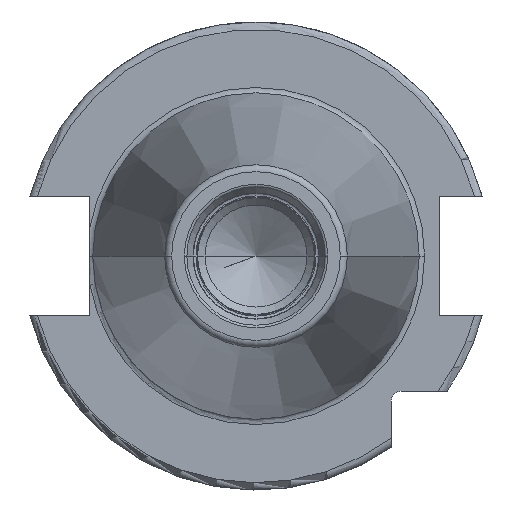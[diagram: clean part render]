
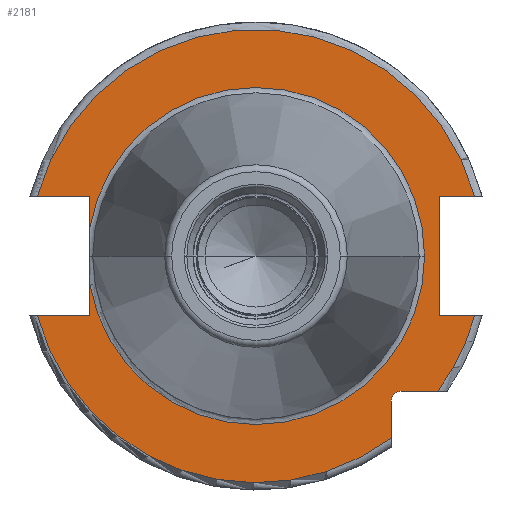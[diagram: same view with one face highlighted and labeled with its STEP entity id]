
A CAD part, left-side view. The second image highlights one B-rep face of the part: STEP entity #2181.
In plain terms, the highlighted planar face has unit normal (-1, 0, 0).
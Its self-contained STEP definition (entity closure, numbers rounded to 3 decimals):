
#117=CARTESIAN_POINT('',(3.2,0.,0.));
#118=DIRECTION('',(-1.,0.,0.));
#119=DIRECTION('',(0.,0.986,-0.168));
#120=AXIS2_PLACEMENT_3D('',#117,#118,#119);
#470=DIRECTION('',(0.,-1.,0.));
#471=VECTOR('',#470,4.99);
#472=CARTESIAN_POINT('',(3.2,-19.7,-18.35));
#473=LINE('',#472,#471);
#474=DIRECTION('',(0.,0.,1.));
#475=VECTOR('',#474,4.99);
#476=CARTESIAN_POINT('',(3.2,-18.35,-24.69));
#477=LINE('',#476,#475);
#478=CARTESIAN_POINT('',(3.2,0.,0.));
#479=DIRECTION('',(-1.,0.,0.));
#480=DIRECTION('',(0.,0.965,-0.263));
#481=AXIS2_PLACEMENT_3D('',#478,#479,#480);
#483=DIRECTION('',(0.,-1.,0.));
#484=VECTOR('',#483,7.127);
#485=CARTESIAN_POINT('',(3.2,29.677,-8.1));
#486=LINE('',#485,#484);
#487=DIRECTION('',(0.,0.,-1.));
#488=VECTOR('',#487,4.258);
#489=CARTESIAN_POINT('',(3.2,22.55,-3.842));
#490=LINE('',#489,#488);
#491=DIRECTION('',(0.,0.,-1.));
#492=VECTOR('',#491,4.258);
#493=CARTESIAN_POINT('',(3.2,22.55,8.1));
#494=LINE('',#493,#492);
#495=DIRECTION('',(0.,-1.,0.));
#496=VECTOR('',#495,7.127);
#497=CARTESIAN_POINT('',(3.2,29.677,8.1));
#498=LINE('',#497,#496);
#499=CARTESIAN_POINT('',(3.2,0.,0.));
#500=DIRECTION('',(1.,0.,0.));
#501=DIRECTION('',(0.,0.965,0.263));
#502=AXIS2_PLACEMENT_3D('',#499,#500,#501);
#504=DIRECTION('',(0.,1.,0.));
#505=VECTOR('',#504,4.827);
#506=CARTESIAN_POINT('',(3.2,-29.677,8.1));
#507=LINE('',#506,#505);
#508=DIRECTION('',(0.,0.,1.));
#509=VECTOR('',#508,16.2);
#510=CARTESIAN_POINT('',(3.2,-24.85,-8.1));
#511=LINE('',#510,#509);
#512=DIRECTION('',(0.,1.,0.));
#513=VECTOR('',#512,4.827);
#514=CARTESIAN_POINT('',(3.2,-29.677,-8.1));
#515=LINE('',#514,#513);
#516=CARTESIAN_POINT('',(3.2,0.,0.));
#517=DIRECTION('',(-1.,0.,0.));
#518=DIRECTION('',(0.,-0.803,-0.597));
#519=AXIS2_PLACEMENT_3D('',#516,#517,#518);
#530=CARTESIAN_POINT('',(3.2,-19.7,-19.7));
#531=DIRECTION('',(1.,0.,0.));
#532=DIRECTION('',(0.,1.,0.));
#533=AXIS2_PLACEMENT_3D('',#530,#531,#532);
#866=CARTESIAN_POINT('',(3.2,0.,0.));
#867=DIRECTION('',(1.,0.,0.));
#868=DIRECTION('',(0.,0.986,0.168));
#869=AXIS2_PLACEMENT_3D('',#866,#867,#868);
#1338=CARTESIAN_POINT('',(3.2,-22.875,0.));
#1340=VERTEX_POINT('',#1338);
#1488=CARTESIAN_POINT('',(3.2,29.677,8.1));
#1489=CARTESIAN_POINT('',(3.2,22.55,8.1));
#1490=VERTEX_POINT('',#1488);
#1491=VERTEX_POINT('',#1489);
#1492=CARTESIAN_POINT('',(3.2,22.55,3.842));
#1493=VERTEX_POINT('',#1492);
#1494=CARTESIAN_POINT('',(3.2,22.55,-3.842));
#1495=CARTESIAN_POINT('',(3.2,22.55,-8.1));
#1496=VERTEX_POINT('',#1494);
#1497=VERTEX_POINT('',#1495);
#1498=CARTESIAN_POINT('',(3.2,29.677,-8.1));
#1499=VERTEX_POINT('',#1498);
#1500=CARTESIAN_POINT('',(3.2,-29.677,-8.1));
#1501=CARTESIAN_POINT('',(3.2,-24.85,-8.1));
#1502=VERTEX_POINT('',#1500);
#1503=VERTEX_POINT('',#1501);
#1504=CARTESIAN_POINT('',(3.2,-24.85,8.1));
#1505=VERTEX_POINT('',#1504);
#1506=CARTESIAN_POINT('',(3.2,-29.677,8.1));
#1507=VERTEX_POINT('',#1506);
#1531=CARTESIAN_POINT('',(3.2,-18.35,-24.69));
#1532=VERTEX_POINT('',#1531);
#1539=CARTESIAN_POINT('',(3.2,-19.7,-18.35));
#1540=CARTESIAN_POINT('',(3.2,-24.69,-18.35));
#1541=VERTEX_POINT('',#1539);
#1542=VERTEX_POINT('',#1540);
#1543=CARTESIAN_POINT('',(3.2,-18.35,-19.7));
#1544=VERTEX_POINT('',#1543);
#2152=CARTESIAN_POINT('',(3.2,0.,0.));
#2153=DIRECTION('',(1.,0.,0.));
#2154=DIRECTION('',(0.,-1.,0.));
#2155=AXIS2_PLACEMENT_3D('',#2152,#2153,#2154);
#2156=PLANE('',#2155);
#2158=ORIENTED_EDGE('',*,*,#2157,.F.);
#2160=ORIENTED_EDGE('',*,*,#2159,.F.);
#2161=ORIENTED_EDGE('',*,*,#1823,.F.);
#2163=ORIENTED_EDGE('',*,*,#2162,.F.);
#2164=ORIENTED_EDGE('',*,*,#1881,.T.);
#2165=ORIENTED_EDGE('',*,*,#1751,.F.);
#2166=ORIENTED_EDGE('',*,*,#1732,.T.);
#2168=ORIENTED_EDGE('',*,*,#2167,.F.);
#2169=ORIENTED_EDGE('',*,*,#1746,.F.);
#2170=ORIENTED_EDGE('',*,*,#1950,.F.);
#2171=ORIENTED_EDGE('',*,*,#2147,.T.);
#2172=ORIENTED_EDGE('',*,*,#2008,.T.);
#2174=ORIENTED_EDGE('',*,*,#2173,.F.);
#2176=ORIENTED_EDGE('',*,*,#2175,.F.);
#2178=ORIENTED_EDGE('',*,*,#2177,.F.);
#2179=EDGE_LOOP('',(#2158,#2160,#2161,#2163,#2164,#2165,#2166,#2168,#2169,#2170,
#2171,#2172,#2174,#2176,#2178));
#2180=FACE_OUTER_BOUND('',#2179,.F.);
#2181=ADVANCED_FACE('',(#2180),#2156,.F.);
#121=CIRCLE('',#120,22.875);
#482=CIRCLE('',#481,30.763);
#503=CIRCLE('',#502,30.763);
#520=CIRCLE('',#519,30.763);
#534=CIRCLE('',#533,1.35);
#870=CIRCLE('',#869,22.875);
#1732=EDGE_CURVE('',#1496,#1340,#121,.T.);
#1746=EDGE_CURVE('',#1491,#1493,#494,.T.);
#1751=EDGE_CURVE('',#1496,#1497,#490,.T.);
#1823=EDGE_CURVE('',#1532,#1544,#477,.T.);
#1881=EDGE_CURVE('',#1499,#1497,#486,.T.);
#1950=EDGE_CURVE('',#1490,#1491,#498,.T.);
#2008=EDGE_CURVE('',#1507,#1505,#507,.T.);
#2147=EDGE_CURVE('',#1490,#1507,#503,.T.);
#2157=EDGE_CURVE('',#1541,#1542,#473,.T.);
#2159=EDGE_CURVE('',#1544,#1541,#534,.T.);
#2162=EDGE_CURVE('',#1499,#1532,#482,.T.);
#2167=EDGE_CURVE('',#1493,#1340,#870,.T.);
#2173=EDGE_CURVE('',#1503,#1505,#511,.T.);
#2175=EDGE_CURVE('',#1502,#1503,#515,.T.);
#2177=EDGE_CURVE('',#1542,#1502,#520,.T.);
